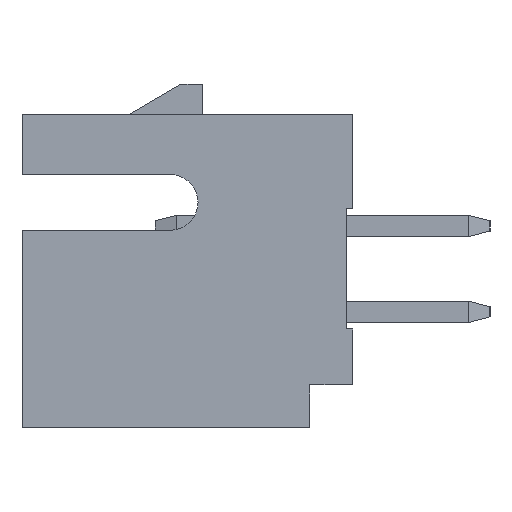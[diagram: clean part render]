
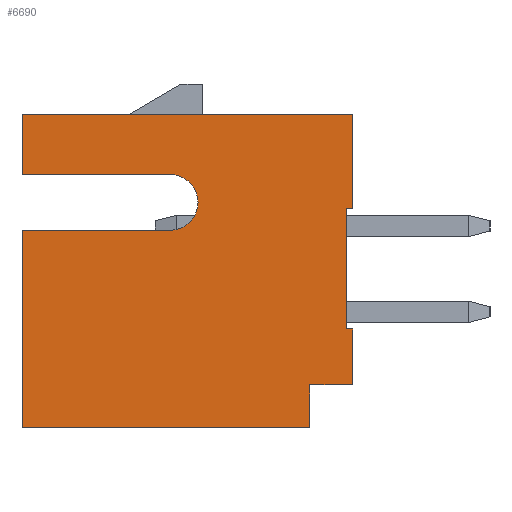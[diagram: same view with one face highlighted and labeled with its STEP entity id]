
A CAD part, left-side view. The second image highlights one B-rep face of the part: STEP entity #6690.
In plain terms, the highlighted planar face has unit normal (-1, 0, 0).
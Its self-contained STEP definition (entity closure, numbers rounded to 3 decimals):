
#5=DIRECTION('',(0.,0.,1.));
#6=VECTOR('',#5,1.3);
#7=CARTESIAN_POINT('',(-15.,0.,-2.65));
#8=LINE('',#7,#6);
#25=DIRECTION('',(0.,0.,1.));
#26=VECTOR('',#25,2.2);
#27=CARTESIAN_POINT('',(-15.,0.,1.45));
#28=LINE('',#27,#26);
#74=DIRECTION('',(0.,0.,1.));
#75=VECTOR('',#74,1.);
#76=CARTESIAN_POINT('',(-15.,1.,-3.65));
#77=LINE('',#76,#75);
#78=DIRECTION('',(0.,1.,0.));
#79=VECTOR('',#78,6.7);
#80=CARTESIAN_POINT('',(-15.,1.,-3.65));
#81=LINE('',#80,#79);
#82=DIRECTION('',(0.,-1.,0.));
#83=VECTOR('',#82,3.45);
#84=CARTESIAN_POINT('',(-15.,7.7,0.95));
#85=LINE('',#84,#83);
#86=CARTESIAN_POINT('',(-15.,4.25,1.6));
#87=DIRECTION('',(1.,0.,0.));
#88=DIRECTION('',(0.,0.,1.));
#89=AXIS2_PLACEMENT_3D('',#86,#87,#88);
#91=DIRECTION('',(0.,-1.,0.));
#92=VECTOR('',#91,3.45);
#93=CARTESIAN_POINT('',(-15.,7.7,2.25));
#94=LINE('',#93,#92);
#95=DIRECTION('',(0.,1.,0.));
#96=VECTOR('',#95,0.15);
#97=CARTESIAN_POINT('',(-15.,0.,1.45));
#98=LINE('',#97,#96);
#99=DIRECTION('',(0.,0.,1.));
#100=VECTOR('',#99,2.8);
#101=CARTESIAN_POINT('',(-15.,0.15,-1.35));
#102=LINE('',#101,#100);
#103=DIRECTION('',(0.,1.,0.));
#104=VECTOR('',#103,0.15);
#105=CARTESIAN_POINT('',(-15.,0.,-1.35));
#106=LINE('',#105,#104);
#107=DIRECTION('',(0.,1.,0.));
#108=VECTOR('',#107,1.);
#109=CARTESIAN_POINT('',(-15.,0.,-2.65));
#110=LINE('',#109,#108);
#195=DIRECTION('',(0.,0.,1.));
#196=VECTOR('',#195,4.6);
#197=CARTESIAN_POINT('',(-15.,7.7,-3.65));
#198=LINE('',#197,#196);
#223=DIRECTION('',(0.,0.,1.));
#224=VECTOR('',#223,1.4);
#225=CARTESIAN_POINT('',(-15.,7.7,2.25));
#226=LINE('',#225,#224);
#957=DIRECTION('',(0.,1.,0.));
#958=VECTOR('',#957,7.7);
#959=CARTESIAN_POINT('',(-15.,0.,3.65));
#960=LINE('',#959,#958);
#5041=CARTESIAN_POINT('',(-15.,0.,3.65));
#5043=VERTEX_POINT('',#5041);
#5045=CARTESIAN_POINT('',(-15.,7.7,3.65));
#5046=VERTEX_POINT('',#5045);
#5053=CARTESIAN_POINT('',(-15.,0.,-2.65));
#5055=VERTEX_POINT('',#5053);
#5057=CARTESIAN_POINT('',(-15.,1.,-3.65));
#5058=CARTESIAN_POINT('',(-15.,1.,-2.65));
#5059=VERTEX_POINT('',#5057);
#5060=VERTEX_POINT('',#5058);
#5061=CARTESIAN_POINT('',(-15.,7.7,2.25));
#5062=CARTESIAN_POINT('',(-15.,4.25,2.25));
#5063=VERTEX_POINT('',#5061);
#5064=VERTEX_POINT('',#5062);
#5065=CARTESIAN_POINT('',(-15.,7.7,0.95));
#5066=CARTESIAN_POINT('',(-15.,4.25,0.95));
#5067=VERTEX_POINT('',#5065);
#5068=VERTEX_POINT('',#5066);
#5081=CARTESIAN_POINT('',(-15.,0.,-1.35));
#5082=VERTEX_POINT('',#5081);
#5085=CARTESIAN_POINT('',(-15.,7.7,-3.65));
#5086=VERTEX_POINT('',#5085);
#5099=CARTESIAN_POINT('',(-15.,0.,1.45));
#5100=VERTEX_POINT('',#5099);
#5101=CARTESIAN_POINT('',(-15.,0.15,-1.35));
#5102=VERTEX_POINT('',#5101);
#5103=CARTESIAN_POINT('',(-15.,0.15,1.45));
#5104=VERTEX_POINT('',#5103);
#6659=CARTESIAN_POINT('',(-15.,0.,-3.65));
#6660=DIRECTION('',(-1.,0.,0.));
#6661=DIRECTION('',(0.,0.,1.));
#6662=AXIS2_PLACEMENT_3D('',#6659,#6660,#6661);
#6663=PLANE('',#6662);
#6664=ORIENTED_EDGE('',*,*,#6650,.F.);
#6666=ORIENTED_EDGE('',*,*,#6665,.T.);
#6668=ORIENTED_EDGE('',*,*,#6667,.T.);
#6670=ORIENTED_EDGE('',*,*,#6669,.T.);
#6672=ORIENTED_EDGE('',*,*,#6671,.F.);
#6674=ORIENTED_EDGE('',*,*,#6673,.F.);
#6676=ORIENTED_EDGE('',*,*,#6675,.T.);
#6678=ORIENTED_EDGE('',*,*,#6677,.F.);
#6679=ORIENTED_EDGE('',*,*,#6590,.F.);
#6681=ORIENTED_EDGE('',*,*,#6680,.T.);
#6683=ORIENTED_EDGE('',*,*,#6682,.F.);
#6685=ORIENTED_EDGE('',*,*,#6684,.F.);
#6686=ORIENTED_EDGE('',*,*,#6572,.F.);
#6687=ORIENTED_EDGE('',*,*,#6607,.T.);
#6688=EDGE_LOOP('',(#6664,#6666,#6668,#6670,#6672,#6674,#6676,#6678,#6679,#6681,
#6683,#6685,#6686,#6687));
#6689=FACE_OUTER_BOUND('',#6688,.F.);
#90=CIRCLE('',#89,0.65);
#6572=EDGE_CURVE('',#5055,#5082,#8,.T.);
#6590=EDGE_CURVE('',#5100,#5043,#28,.T.);
#6607=EDGE_CURVE('',#5055,#5060,#110,.T.);
#6650=EDGE_CURVE('',#5059,#5060,#77,.T.);
#6665=EDGE_CURVE('',#5059,#5086,#81,.T.);
#6667=EDGE_CURVE('',#5086,#5067,#198,.T.);
#6669=EDGE_CURVE('',#5067,#5068,#85,.T.);
#6671=EDGE_CURVE('',#5064,#5068,#90,.T.);
#6673=EDGE_CURVE('',#5063,#5064,#94,.T.);
#6675=EDGE_CURVE('',#5063,#5046,#226,.T.);
#6677=EDGE_CURVE('',#5043,#5046,#960,.T.);
#6680=EDGE_CURVE('',#5100,#5104,#98,.T.);
#6682=EDGE_CURVE('',#5102,#5104,#102,.T.);
#6684=EDGE_CURVE('',#5082,#5102,#106,.T.);
#6690=ADVANCED_FACE('',(#6689),#6663,.T.);
